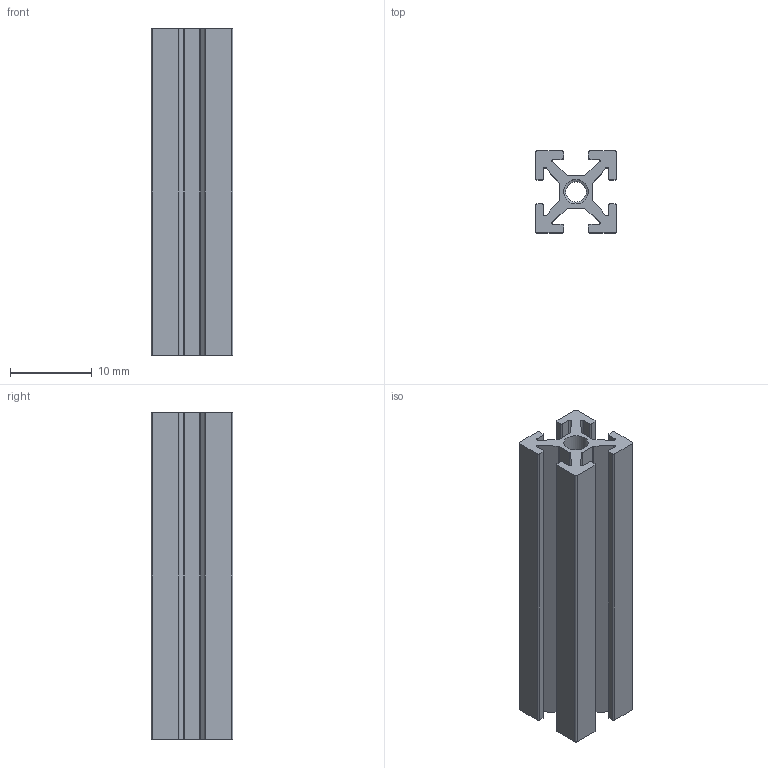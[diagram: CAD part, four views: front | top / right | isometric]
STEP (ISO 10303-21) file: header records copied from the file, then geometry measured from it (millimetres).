
FILE_DESCRIPTION((''),'2;1');
FILE_NAME('100056.stp','2015-07-14T02:24:00',('Jeff'),(''),'Autodesk Inventor 2010','Autodesk Inventor 2010','');
FILE_SCHEMA(('CONFIG_CONTROL_DESIGN'));
Length unit declared in the file: millimetre
Products named in the file (1): 100056
Bounding box: 10 x 10 x 40 mm (x, y, z)
Volume: 1927 mm3; surface area: 3486 mm2
Topology: 1 solids, 1 shells, 79 faces, 229 edges, 152 vertices
Faces by surface type: cylinder 38, plane 38, bspline 2, cone 1
Full cylindrical faces by diameter (mm): 2.5 x1, 3 x1
Entity records: 2649 total; most frequent: CARTESIAN_POINT 486, DIRECTION 456, ORIENTED_EDGE 444, EDGE_CURVE 222, AXIS2_PLACEMENT_3D 156, VERTEX_POINT 150, VECTOR 144, LINE 144
